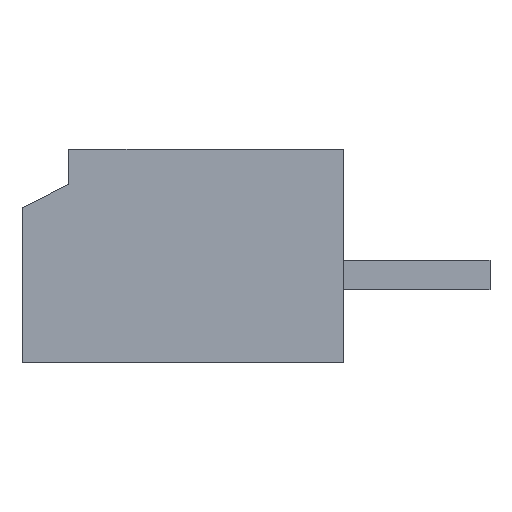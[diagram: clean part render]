
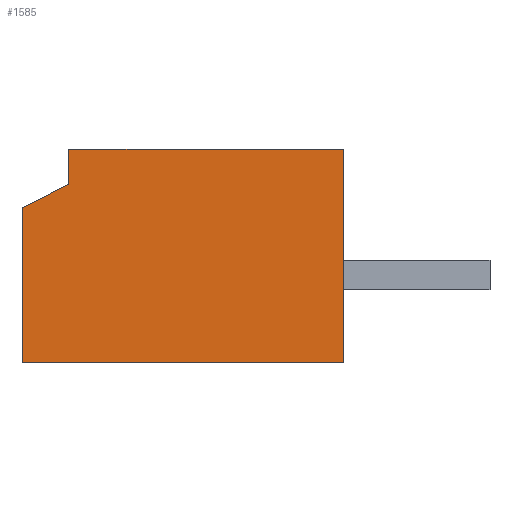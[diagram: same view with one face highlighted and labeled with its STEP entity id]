
A CAD part, left-side view. The second image highlights one B-rep face of the part: STEP entity #1585.
In plain terms, the highlighted planar face has unit normal (-1, 0, 0).
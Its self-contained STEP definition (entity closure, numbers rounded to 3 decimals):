
#41=FACE_OUTER_BOUND('',#129,.T.);
#129=EDGE_LOOP('',(#1136,#1137,#1138,#1139,#1140,#1141));
#226=LINE('',#2211,#453);
#252=LINE('',#2262,#479);
#278=LINE('',#2312,#505);
#279=LINE('',#2316,#506);
#280=LINE('',#2317,#507);
#281=LINE('',#2318,#508);
#453=VECTOR('',#1801,5.5);
#479=VECTOR('',#1833,3.65);
#505=VECTOR('',#1869,4.7);
#506=VECTOR('',#1872,0.894);
#507=VECTOR('',#1873,2.65);
#508=VECTOR('',#1874,0.6);
#671=VERTEX_POINT('',#2207);
#673=VERTEX_POINT('',#2210);
#695=VERTEX_POINT('',#2260);
#714=VERTEX_POINT('',#2310);
#715=VERTEX_POINT('',#2314);
#716=VERTEX_POINT('',#2315);
#826=EDGE_CURVE('',#673,#671,#226,.T.);
#852=EDGE_CURVE('',#671,#695,#252,.T.);
#878=EDGE_CURVE('',#714,#695,#278,.T.);
#879=EDGE_CURVE('',#715,#716,#279,.T.);
#880=EDGE_CURVE('',#673,#716,#280,.T.);
#881=EDGE_CURVE('',#714,#715,#281,.T.);
#1136=ORIENTED_EDGE('',*,*,#879,.T.);
#1137=ORIENTED_EDGE('',*,*,#880,.F.);
#1138=ORIENTED_EDGE('',*,*,#826,.T.);
#1139=ORIENTED_EDGE('',*,*,#852,.T.);
#1140=ORIENTED_EDGE('',*,*,#878,.F.);
#1141=ORIENTED_EDGE('',*,*,#881,.T.);
#1499=PLANE('',#1687);
#1585=ADVANCED_FACE('',(#41),#1499,.T.);
#1687=AXIS2_PLACEMENT_3D('',#2313,#1870,#1871);
#1801=DIRECTION('',(0.,-1.,0.));
#1833=DIRECTION('',(0.,0.,1.));
#1869=DIRECTION('',(0.,-1.,0.));
#1870=DIRECTION('center_axis',(-1.,0.,0.));
#1871=DIRECTION('ref_axis',(0.,0.,1.));
#1872=DIRECTION('',(0.,0.894,-0.447));
#1873=DIRECTION('',(0.,0.,1.));
#1874=DIRECTION('',(0.,0.,-1.));
#2207=CARTESIAN_POINT('',(-3.,-2.75,-1.825));
#2210=CARTESIAN_POINT('',(-3.,2.75,-1.825));
#2211=CARTESIAN_POINT('',(-3.,2.75,-1.825));
#2260=CARTESIAN_POINT('',(-3.,-2.75,1.825));
#2262=CARTESIAN_POINT('',(-3.,-2.75,-1.825));
#2310=CARTESIAN_POINT('',(-3.,1.95,1.825));
#2312=CARTESIAN_POINT('',(-3.,1.95,1.825));
#2313=CARTESIAN_POINT('Origin',(-3.,2.75,-1.825));
#2314=CARTESIAN_POINT('',(-3.,1.95,1.225));
#2315=CARTESIAN_POINT('',(-3.,2.75,0.825));
#2316=CARTESIAN_POINT('',(-3.,1.95,1.225));
#2317=CARTESIAN_POINT('',(-3.,2.75,-1.825));
#2318=CARTESIAN_POINT('',(-3.,1.95,1.825));
